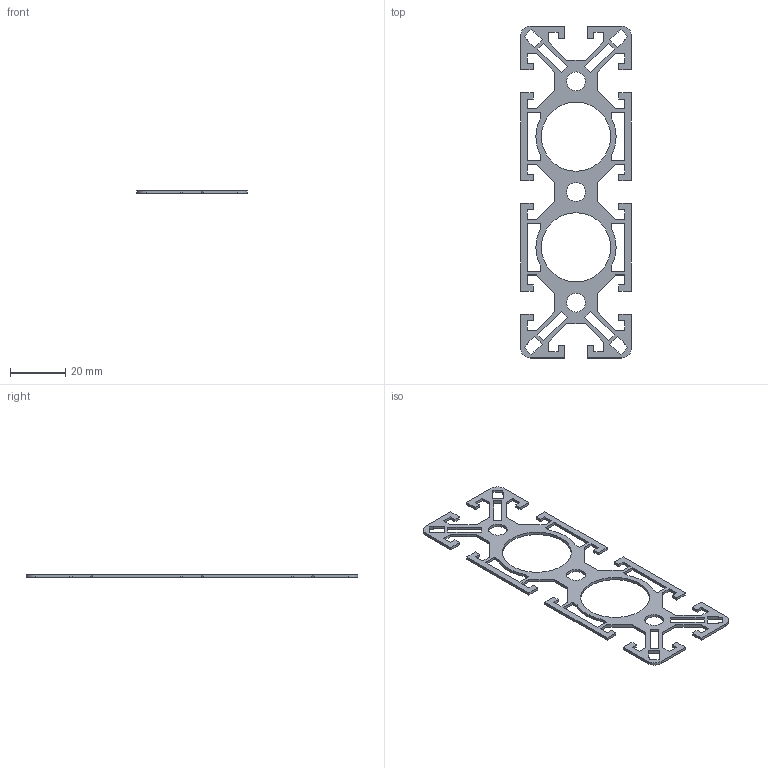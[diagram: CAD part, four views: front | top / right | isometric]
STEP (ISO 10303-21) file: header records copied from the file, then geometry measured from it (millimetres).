
FILE_DESCRIPTION((''),'2;1');
FILE_NAME('SP522_extern.ipt.step','2007-09-10T15:10:15',(''),(''),'Autodesk Inventor 11','Autodesk Inventor 11','');
FILE_SCHEMA(('AUTOMOTIVE_DESIGN { 1 0 10303 214 1 1 1 1 }'));
Length unit declared in the file: millimetre
Products named in the file (1): SP522_extern
Bounding box: 40 x 120 x 1 mm (x, y, z)
Volume: 1859.9 mm3; surface area: 5025.6 mm2
Topology: 1 solids, 1 shells, 199 faces, 596 edges, 399 vertices
Faces by surface type: plane 186, cylinder 10, bspline 3
Full cylindrical faces by diameter (mm): 6.8 x1, 25 x1
Entity records: 6656 total; most frequent: CARTESIAN_POINT 1231, ORIENTED_EDGE 1172, DIRECTION 1006, EDGE_CURVE 586, VECTOR 560, LINE 560, VERTEX_POINT 394, EDGE_LOOP 238
